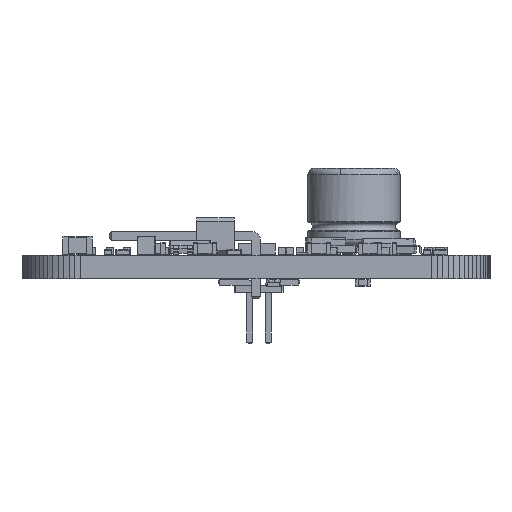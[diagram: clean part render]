
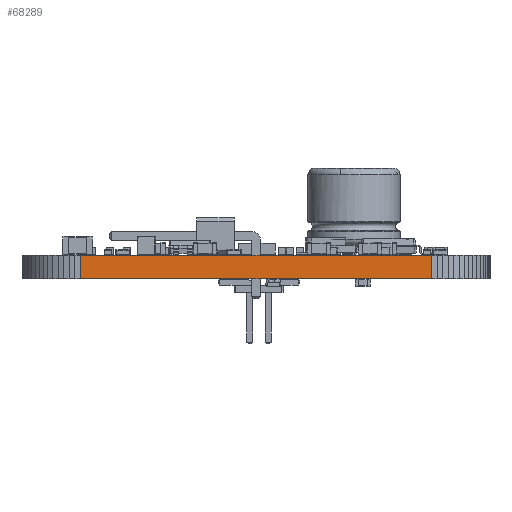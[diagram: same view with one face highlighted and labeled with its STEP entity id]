
A CAD part, left-side view. The second image highlights one B-rep face of the part: STEP entity #68289.
In plain terms, the highlighted planar face has unit normal (-1, 0, 0).
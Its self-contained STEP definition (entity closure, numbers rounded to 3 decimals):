
#57412 = PLANE('',#57413);
#57413 = AXIS2_PLACEMENT_3D('',#57414,#57415,#57416);
#57414 = CARTESIAN_POINT('',(156.925,-115.774,1.58));
#57415 = DIRECTION('',(-0.,-0.,-1.));
#57416 = DIRECTION('',(-1.,0.,0.));
#57466 = PLANE('',#57467);
#57467 = AXIS2_PLACEMENT_3D('',#57468,#57469,#57470);
#57468 = CARTESIAN_POINT('',(156.925,-115.774,0.));
#57469 = DIRECTION('',(-0.,-0.,-1.));
#57470 = DIRECTION('',(-1.,0.,0.));
#59031 = VERTEX_POINT('',#59032);
#59032 = CARTESIAN_POINT('',(90.,-128.,0.));
#59046 = PLANE('',#59047);
#59047 = AXIS2_PLACEMENT_3D('',#59048,#59049,#59050);
#59048 = CARTESIAN_POINT('',(90.019,-128.392,0.));
#59049 = DIRECTION('',(-0.999,-0.049,0.));
#59050 = DIRECTION('',(-0.049,0.999,0.));
#59058 = EDGE_CURVE('',#59031,#59059,#59061,.T.);
#59059 = VERTEX_POINT('',#59060);
#59060 = CARTESIAN_POINT('',(90.,-104.,0.));
#59061 = SURFACE_CURVE('',#59062,(#59066,#59073),.PCURVE_S1.);
#59062 = LINE('',#59063,#59064);
#59063 = CARTESIAN_POINT('',(90.,-128.,0.));
#59064 = VECTOR('',#59065,1.);
#59065 = DIRECTION('',(0.,1.,0.));
#59066 = PCURVE('',#57466,#59067);
#59067 = DEFINITIONAL_REPRESENTATION('',(#59068),#59072);
#59068 = LINE('',#59069,#59070);
#59069 = CARTESIAN_POINT('',(66.925,-12.226));
#59070 = VECTOR('',#59071,1.);
#59071 = DIRECTION('',(0.,1.));
#59072 = ( GEOMETRIC_REPRESENTATION_CONTEXT(2) 
PARAMETRIC_REPRESENTATION_CONTEXT() REPRESENTATION_CONTEXT('2D SPACE',''
  ) );
#59073 = PCURVE('',#59074,#59079);
#59074 = PLANE('',#59075);
#59075 = AXIS2_PLACEMENT_3D('',#59076,#59077,#59078);
#59076 = CARTESIAN_POINT('',(90.,-128.,0.));
#59077 = DIRECTION('',(-1.,0.,0.));
#59078 = DIRECTION('',(0.,1.,0.));
#59079 = DEFINITIONAL_REPRESENTATION('',(#59080),#59084);
#59080 = LINE('',#59081,#59082);
#59081 = CARTESIAN_POINT('',(0.,0.));
#59082 = VECTOR('',#59083,1.);
#59083 = DIRECTION('',(1.,0.));
#59084 = ( GEOMETRIC_REPRESENTATION_CONTEXT(2) 
PARAMETRIC_REPRESENTATION_CONTEXT() REPRESENTATION_CONTEXT('2D SPACE',''
  ) );
#59102 = PLANE('',#59103);
#59103 = AXIS2_PLACEMENT_3D('',#59104,#59105,#59106);
#59104 = CARTESIAN_POINT('',(90.,-104.,0.));
#59105 = DIRECTION('',(-0.999,0.049,0.));
#59106 = DIRECTION('',(0.049,0.999,0.));
#64117 = VERTEX_POINT('',#64118);
#64118 = CARTESIAN_POINT('',(90.,-128.,1.58));
#64139 = EDGE_CURVE('',#64117,#64140,#64142,.T.);
#64140 = VERTEX_POINT('',#64141);
#64141 = CARTESIAN_POINT('',(90.,-104.,1.58));
#64142 = SURFACE_CURVE('',#64143,(#64147,#64154),.PCURVE_S1.);
#64143 = LINE('',#64144,#64145);
#64144 = CARTESIAN_POINT('',(90.,-128.,1.58));
#64145 = VECTOR('',#64146,1.);
#64146 = DIRECTION('',(0.,1.,0.));
#64147 = PCURVE('',#57412,#64148);
#64148 = DEFINITIONAL_REPRESENTATION('',(#64149),#64153);
#64149 = LINE('',#64150,#64151);
#64150 = CARTESIAN_POINT('',(66.925,-12.226));
#64151 = VECTOR('',#64152,1.);
#64152 = DIRECTION('',(0.,1.));
#64153 = ( GEOMETRIC_REPRESENTATION_CONTEXT(2) 
PARAMETRIC_REPRESENTATION_CONTEXT() REPRESENTATION_CONTEXT('2D SPACE',''
  ) );
#64154 = PCURVE('',#59074,#64155);
#64155 = DEFINITIONAL_REPRESENTATION('',(#64156),#64160);
#64156 = LINE('',#64157,#64158);
#64157 = CARTESIAN_POINT('',(0.,-1.58));
#64158 = VECTOR('',#64159,1.);
#64159 = DIRECTION('',(1.,0.));
#64160 = ( GEOMETRIC_REPRESENTATION_CONTEXT(2) 
PARAMETRIC_REPRESENTATION_CONTEXT() REPRESENTATION_CONTEXT('2D SPACE',''
  ) );
#68239 = EDGE_CURVE('',#59059,#64140,#68240,.T.);
#68240 = SURFACE_CURVE('',#68241,(#68245,#68252),.PCURVE_S1.);
#68241 = LINE('',#68242,#68243);
#68242 = CARTESIAN_POINT('',(90.,-104.,0.));
#68243 = VECTOR('',#68244,1.);
#68244 = DIRECTION('',(0.,0.,1.));
#68245 = PCURVE('',#59102,#68246);
#68246 = DEFINITIONAL_REPRESENTATION('',(#68247),#68251);
#68247 = LINE('',#68248,#68249);
#68248 = CARTESIAN_POINT('',(0.,0.));
#68249 = VECTOR('',#68250,1.);
#68250 = DIRECTION('',(0.,-1.));
#68251 = ( GEOMETRIC_REPRESENTATION_CONTEXT(2) 
PARAMETRIC_REPRESENTATION_CONTEXT() REPRESENTATION_CONTEXT('2D SPACE',''
  ) );
#68252 = PCURVE('',#59074,#68253);
#68253 = DEFINITIONAL_REPRESENTATION('',(#68254),#68258);
#68254 = LINE('',#68255,#68256);
#68255 = CARTESIAN_POINT('',(24.,0.));
#68256 = VECTOR('',#68257,1.);
#68257 = DIRECTION('',(0.,-1.));
#68258 = ( GEOMETRIC_REPRESENTATION_CONTEXT(2) 
PARAMETRIC_REPRESENTATION_CONTEXT() REPRESENTATION_CONTEXT('2D SPACE',''
  ) );
#68289 = ADVANCED_FACE('',(#68290),#59074,.T.);
#68290 = FACE_BOUND('',#68291,.T.);
#68291 = EDGE_LOOP('',(#68292,#68313,#68314,#68315));
#68292 = ORIENTED_EDGE('',*,*,#68293,.T.);
#68293 = EDGE_CURVE('',#59031,#64117,#68294,.T.);
#68294 = SURFACE_CURVE('',#68295,(#68299,#68306),.PCURVE_S1.);
#68295 = LINE('',#68296,#68297);
#68296 = CARTESIAN_POINT('',(90.,-128.,0.));
#68297 = VECTOR('',#68298,1.);
#68298 = DIRECTION('',(0.,0.,1.));
#68299 = PCURVE('',#59074,#68300);
#68300 = DEFINITIONAL_REPRESENTATION('',(#68301),#68305);
#68301 = LINE('',#68302,#68303);
#68302 = CARTESIAN_POINT('',(0.,0.));
#68303 = VECTOR('',#68304,1.);
#68304 = DIRECTION('',(0.,-1.));
#68305 = ( GEOMETRIC_REPRESENTATION_CONTEXT(2) 
PARAMETRIC_REPRESENTATION_CONTEXT() REPRESENTATION_CONTEXT('2D SPACE',''
  ) );
#68306 = PCURVE('',#59046,#68307);
#68307 = DEFINITIONAL_REPRESENTATION('',(#68308),#68312);
#68308 = LINE('',#68309,#68310);
#68309 = CARTESIAN_POINT('',(0.393,0.));
#68310 = VECTOR('',#68311,1.);
#68311 = DIRECTION('',(0.,-1.));
#68312 = ( GEOMETRIC_REPRESENTATION_CONTEXT(2) 
PARAMETRIC_REPRESENTATION_CONTEXT() REPRESENTATION_CONTEXT('2D SPACE',''
  ) );
#68313 = ORIENTED_EDGE('',*,*,#64139,.T.);
#68314 = ORIENTED_EDGE('',*,*,#68239,.F.);
#68315 = ORIENTED_EDGE('',*,*,#59058,.F.);
